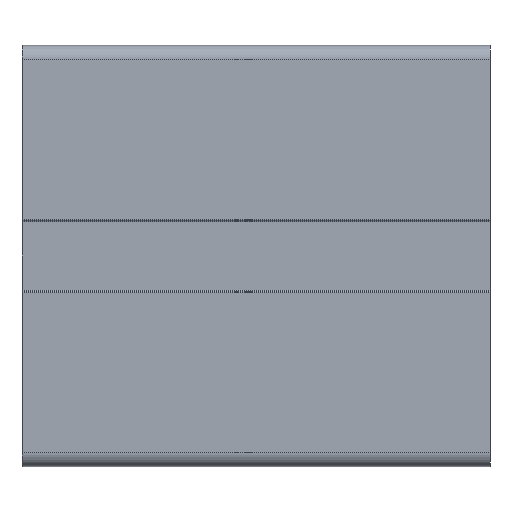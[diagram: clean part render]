
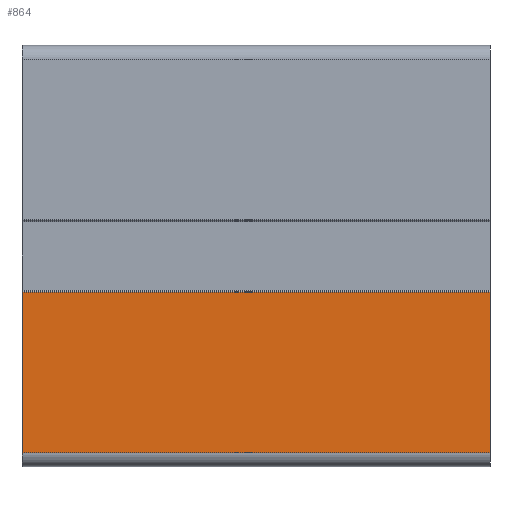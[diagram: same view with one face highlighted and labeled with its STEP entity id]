
A CAD part, left-side view. The second image highlights one B-rep face of the part: STEP entity #864.
In plain terms, the highlighted planar face has unit normal (-1, 0, 0).
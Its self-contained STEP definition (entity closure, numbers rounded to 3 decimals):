
#864 = ADVANCED_FACE( '', ( #1897 ), #1898, .T. );
#1897 = FACE_OUTER_BOUND( '', #3096, .T. );
#1898 = PLANE( '', #3097 );
#3096 = EDGE_LOOP( '', ( #5787, #5788, #5789, #5790 ) );
#3097 = AXIS2_PLACEMENT_3D( '', #5791, #5792, #5793 );
#5787 = ORIENTED_EDGE( '', *, *, #8652, .F. );
#5788 = ORIENTED_EDGE( '', *, *, #8403, .F. );
#5789 = ORIENTED_EDGE( '', *, *, #8241, .T. );
#5790 = ORIENTED_EDGE( '', *, *, #7677, .T. );
#5791 = CARTESIAN_POINT( '', ( -22.5, 100., -42. ) );
#5792 = DIRECTION( '', ( -1., 0., 0. ) );
#5793 = DIRECTION( '', ( 0., 0., 1. ) );
#7677 = EDGE_CURVE( '', #9375, #9372, #9376, .T. );
#8241 = EDGE_CURVE( '', #10332, #9375, #10333, .T. );
#8403 = EDGE_CURVE( '', #10332, #10577, #10580, .T. );
#8652 = EDGE_CURVE( '', #10577, #9372, #10918, .T. );
#9372 = VERTEX_POINT( '', #11803 );
#9375 = VERTEX_POINT( '', #11806 );
#9376 = LINE( '', #11807, #11808 );
#10332 = VERTEX_POINT( '', #13021 );
#10333 = LINE( '', #13022, #13023 );
#10577 = VERTEX_POINT( '', #13342 );
#10580 = LINE( '', #13346, #13347 );
#10918 = LINE( '', #13801, #13802 );
#11803 = CARTESIAN_POINT( '', ( -22.5, 0., -42. ) );
#11806 = CARTESIAN_POINT( '', ( -22.5, 100., -42. ) );
#11807 = CARTESIAN_POINT( '', ( -22.5, 100., -42. ) );
#11808 = VECTOR( '', #14630, 1000. );
#13021 = CARTESIAN_POINT( '', ( -22.5, 100., -7.7 ) );
#13022 = CARTESIAN_POINT( '', ( -22.5, 100., -16.2 ) );
#13023 = VECTOR( '', #15578, 1000. );
#13342 = CARTESIAN_POINT( '', ( -22.5, 0., -7.7 ) );
#13346 = CARTESIAN_POINT( '', ( -22.5, 100., -7.7 ) );
#13347 = VECTOR( '', #15817, 1000. );
#13801 = CARTESIAN_POINT( '', ( -22.5, 0., -42. ) );
#13802 = VECTOR( '', #16090, 1000. );
#14630 = DIRECTION( '', ( 0., -1., 0. ) );
#15578 = DIRECTION( '', ( 0., 0., -1. ) );
#15817 = DIRECTION( '', ( 0., -1., 0. ) );
#16090 = DIRECTION( '', ( 0., 0., -1. ) );
